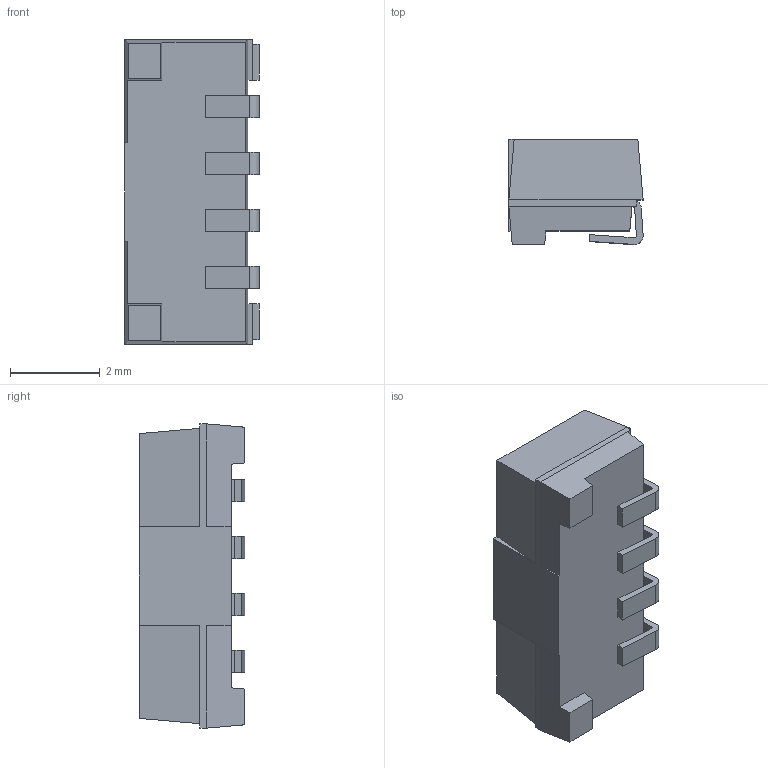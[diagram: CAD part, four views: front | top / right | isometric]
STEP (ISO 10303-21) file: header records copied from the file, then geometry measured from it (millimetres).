
FILE_DESCRIPTION (( 'STEP AP214' ), '1' );
FILE_NAME ('VEML7700-TR.STEP', '2024-07-10T03:02:00', ( '' ), ( '' ), 'SwSTEP 2.0', 'SolidWorks 2021', '' );
FILE_SCHEMA (( 'AUTOMOTIVE_DESIGN' ));
Length unit declared in the file: millimetre
Products named in the file (1): VEML7700-TR
Bounding box: 3 x 2.35 x 6.8 mm (x, y, z)
Volume: 37.5 mm3; surface area: 87.8 mm2
Topology: 5 solids, 5 shells, 96 faces, 244 edges, 158 vertices
Faces by surface type: plane 80, cylinder 16
Entity records: 2918 total; most frequent: CARTESIAN_POINT 499, ORIENTED_EDGE 488, DIRECTION 470, EDGE_CURVE 244, VECTOR 212, LINE 212, VERTEX_POINT 158, AXIS2_PLACEMENT_3D 129
